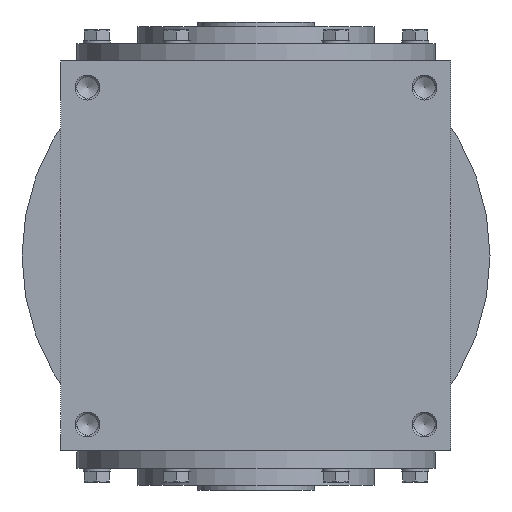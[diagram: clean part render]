
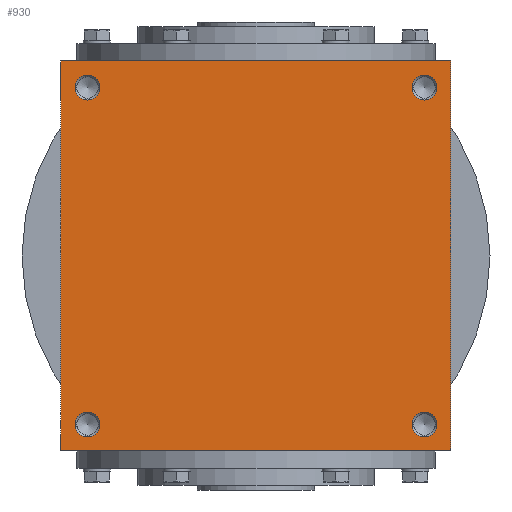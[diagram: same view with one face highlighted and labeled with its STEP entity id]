
A CAD part, left-side view. The second image highlights one B-rep face of the part: STEP entity #930.
In plain terms, the highlighted face is planar.
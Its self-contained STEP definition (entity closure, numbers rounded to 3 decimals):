
#930 = ADVANCED_FACE( '', ( #1892, #1893, #1894, #1895, #1896 ), #1897, .F. );
#1892 = FACE_BOUND( '', #2824, .T. );
#1893 = FACE_BOUND( '', #2825, .T. );
#1894 = FACE_BOUND( '', #2826, .T. );
#1895 = FACE_BOUND( '', #2827, .T. );
#1896 = FACE_OUTER_BOUND( '', #2828, .T. );
#1897 = PLANE( '', #2829 );
#2824 = EDGE_LOOP( '', ( #4711 ) );
#2825 = EDGE_LOOP( '', ( #4712 ) );
#2826 = EDGE_LOOP( '', ( #4713 ) );
#2827 = EDGE_LOOP( '', ( #4714 ) );
#2828 = EDGE_LOOP( '', ( #4715, #4716, #4717, #4718 ) );
#2829 = AXIS2_PLACEMENT_3D( '', #4719, #4720, #4721 );
#4711 = ORIENTED_EDGE( '', *, *, #5596, .F. );
#4712 = ORIENTED_EDGE( '', *, *, #5636, .T. );
#4713 = ORIENTED_EDGE( '', *, *, #5232, .F. );
#4714 = ORIENTED_EDGE( '', *, *, #5648, .T. );
#4715 = ORIENTED_EDGE( '', *, *, #5523, .F. );
#4716 = ORIENTED_EDGE( '', *, *, #5006, .F. );
#4717 = ORIENTED_EDGE( '', *, *, #5690, .F. );
#4718 = ORIENTED_EDGE( '', *, *, #5503, .F. );
#4719 = CARTESIAN_POINT( '', ( 0., 0., -125. ) );
#4720 = DIRECTION( '', ( 0., 0., 1. ) );
#4721 = DIRECTION( '', ( 1., 0., 0. ) );
#5006 = EDGE_CURVE( '', #5802, #5803, #5804, .T. );
#5232 = EDGE_CURVE( '', #6191, #6191, #6192, .T. );
#5503 = EDGE_CURVE( '', #6580, #6581, #6582, .T. );
#5523 = EDGE_CURVE( '', #5803, #6580, #6608, .T. );
#5596 = EDGE_CURVE( '', #6703, #6703, #6704, .T. );
#5636 = EDGE_CURVE( '', #6755, #6755, #6756, .T. );
#5648 = EDGE_CURVE( '', #6770, #6770, #6771, .T. );
#5690 = EDGE_CURVE( '', #6581, #5802, #6816, .T. );
#5802 = VERTEX_POINT( '', #6930 );
#5803 = VERTEX_POINT( '', #6931 );
#5804 = LINE( '', #6932, #6933 );
#6191 = VERTEX_POINT( '', #7430 );
#6192 = CIRCLE( '', #7431, 8. );
#6580 = VERTEX_POINT( '', #7932 );
#6581 = VERTEX_POINT( '', #7933 );
#6582 = LINE( '', #7934, #7935 );
#6608 = LINE( '', #7977, #7978 );
#6703 = VERTEX_POINT( '', #8098 );
#6704 = CIRCLE( '', #8099, 8. );
#6755 = VERTEX_POINT( '', #8168 );
#6756 = CIRCLE( '', #8169, 8. );
#6770 = VERTEX_POINT( '', #8190 );
#6771 = CIRCLE( '', #8191, 8. );
#6816 = LINE( '', #8252, #8253 );
#6930 = CARTESIAN_POINT( '', ( 125., 125., -125. ) );
#6931 = CARTESIAN_POINT( '', ( -125., 125., -125. ) );
#6932 = CARTESIAN_POINT( '', ( 125., 125., -125. ) );
#6933 = VECTOR( '', #8389, 1000. );
#7430 = CARTESIAN_POINT( '', ( -116., -108., -125. ) );
#7431 = AXIS2_PLACEMENT_3D( '', #8791, #8792, #8793 );
#7932 = CARTESIAN_POINT( '', ( -125., -125., -125. ) );
#7933 = CARTESIAN_POINT( '', ( 125., -125., -125. ) );
#7934 = CARTESIAN_POINT( '', ( -125., -125., -125. ) );
#7935 = VECTOR( '', #9181, 1000. );
#7977 = CARTESIAN_POINT( '', ( -125., 125., -125. ) );
#7978 = VECTOR( '', #9200, 1000. );
#8098 = CARTESIAN_POINT( '', ( -116., 108., -125. ) );
#8099 = AXIS2_PLACEMENT_3D( '', #9292, #9293, #9294 );
#8168 = CARTESIAN_POINT( '', ( 116., 108., -125. ) );
#8169 = AXIS2_PLACEMENT_3D( '', #9346, #9347, #9348 );
#8190 = CARTESIAN_POINT( '', ( 116., -108., -125. ) );
#8191 = AXIS2_PLACEMENT_3D( '', #9357, #9358, #9359 );
#8252 = CARTESIAN_POINT( '', ( 125., -125., -125. ) );
#8253 = VECTOR( '', #9398, 1000. );
#8389 = DIRECTION( '', ( -1., 0., 0. ) );
#8791 = CARTESIAN_POINT( '', ( -108., -108., -125. ) );
#8792 = DIRECTION( '', ( 0., 0., -1. ) );
#8793 = DIRECTION( '', ( -1., 0., 0. ) );
#9181 = DIRECTION( '', ( 1., 0., 0. ) );
#9200 = DIRECTION( '', ( 0., -1., 0. ) );
#9292 = CARTESIAN_POINT( '', ( -108., 108., -125. ) );
#9293 = DIRECTION( '', ( 0., 0., -1. ) );
#9294 = DIRECTION( '', ( -1., 0., 0. ) );
#9346 = CARTESIAN_POINT( '', ( 108., 108., -125. ) );
#9347 = DIRECTION( '', ( 0., 0., 1. ) );
#9348 = DIRECTION( '', ( 1., 0., 0. ) );
#9357 = CARTESIAN_POINT( '', ( 108., -108., -125. ) );
#9358 = DIRECTION( '', ( 0., 0., 1. ) );
#9359 = DIRECTION( '', ( 1., 0., 0. ) );
#9398 = DIRECTION( '', ( 0., 1., 0. ) );
